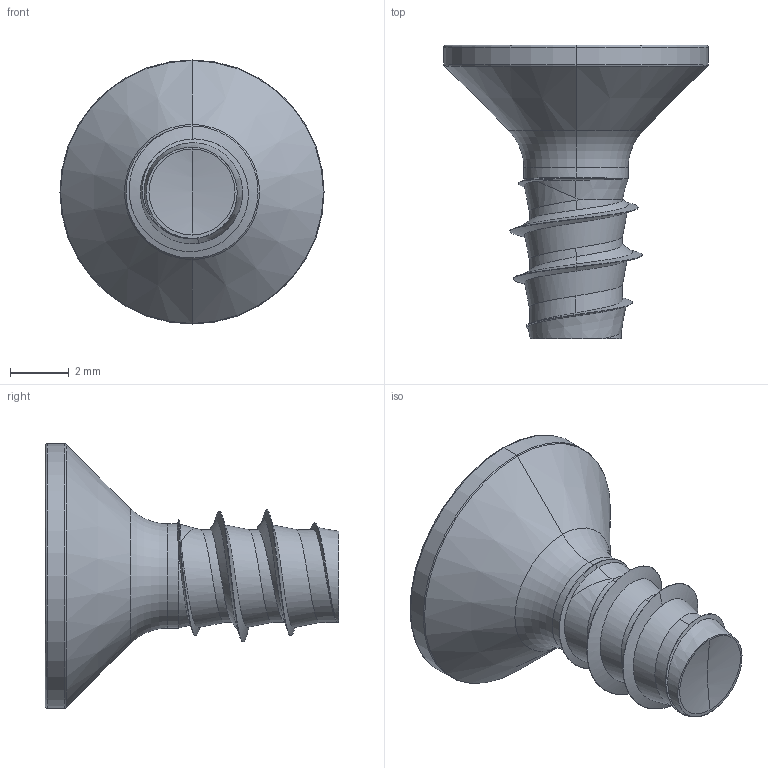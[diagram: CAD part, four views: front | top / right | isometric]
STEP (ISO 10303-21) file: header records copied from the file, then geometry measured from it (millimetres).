
FILE_DESCRIPTION (( 'STEP AP203' ), '1' );
FILE_NAME ('STP330450100.STEP', '2017-08-15T16:35:10', ( '' ), ( '' ), 'SwSTEP 2.0', 'SolidWorks 2015', '' );
FILE_SCHEMA (( 'CONFIG_CONTROL_DESIGN' ));
Length unit declared in the file: millimetre
Products named in the file (1): STP330450100
Bounding box: 9 x 10 x 9 mm (x, y, z)
Volume: 185.7 mm3; surface area: 281.9 mm2
Topology: 1 solids, 1 shells, 168 faces, 374 edges, 208 vertices
Faces by surface type: cylinder 52, bspline 51, sphere 26, plane 22, cone 11, torus 6
Entity records: 12203 total; most frequent: CARTESIAN_POINT 8829, ORIENTED_EDGE 744, DIRECTION 621, EDGE_CURVE 372, AXIS2_PLACEMENT_3D 257, VERTEX_POINT 208, EDGE_LOOP 170, FACE_OUTER_BOUND 168
